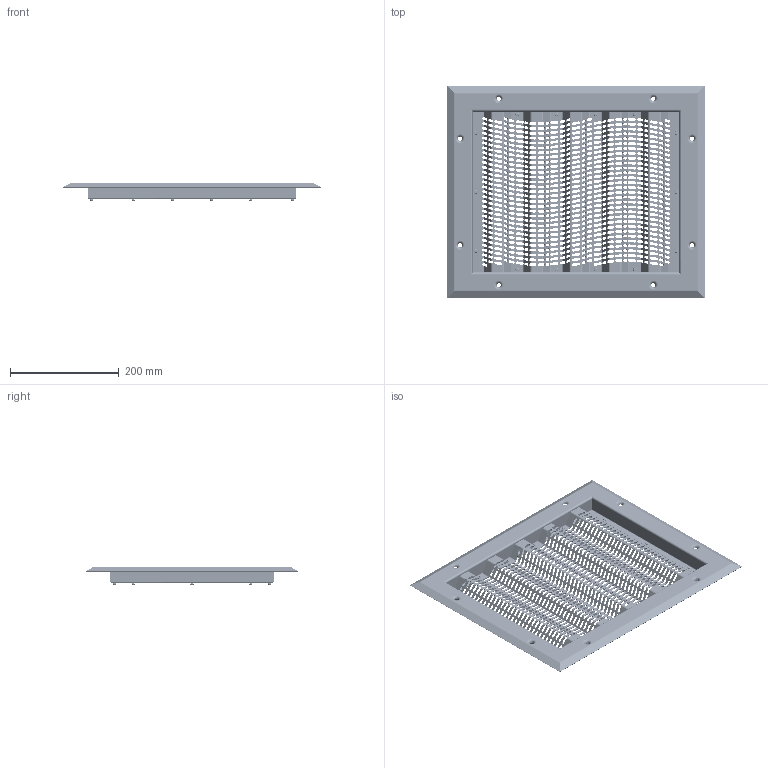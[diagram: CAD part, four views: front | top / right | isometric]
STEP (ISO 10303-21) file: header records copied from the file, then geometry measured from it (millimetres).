
FILE_DESCRIPTION(('STEP AP214'), '1');
FILE_NAME('Ëèöåâàÿ', '2024-12-06T10:23:17', ('Runwill'), (''), 'C3D Converter', 'C3D Toolkit', '');
FILE_SCHEMA(('AUTOMOTIVE_DESIGN { 1 0 10303 214 3 1 1}'));
Length unit declared in the file: millimetre
Assembly tree (15 placements, depth 2):
  (unnamed)
    (unnamed)
    (unnamed)  x14
Bounding box: 474 x 390 x 32.7 mm (x, y, z)
Volume: 324590.8 mm3; surface area: 486218.3 mm2
Topology: 16 solids, 16 shells, 6462 faces, 18548 edges, 10952 vertices
Faces by surface type: cylinder 2704, plane 2435, bspline 1263, torus 44, cone 16
Full cylindrical faces by diameter (mm): 1.85 x14, 3.2 x28, 4 x14
Entity records: 291168 total; most frequent: CARTESIAN_POINT 128143, ORIENTED_EDGE 36656, DIRECTION 29772, EDGE_CURVE 18328, LINE 11958, VECTOR 11958, VERTEX_POINT 10848, AXIS2_PLACEMENT_3D 8907
